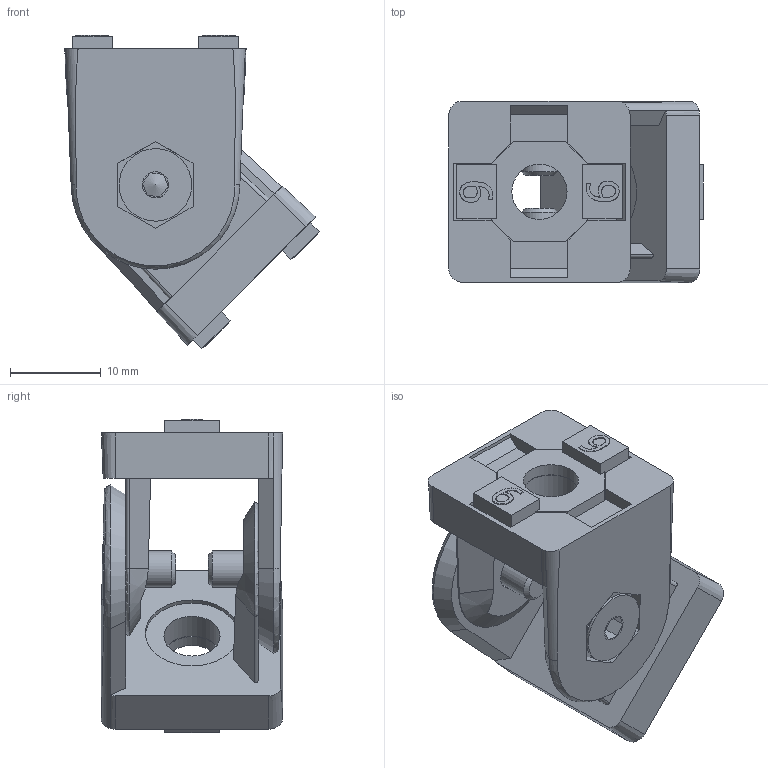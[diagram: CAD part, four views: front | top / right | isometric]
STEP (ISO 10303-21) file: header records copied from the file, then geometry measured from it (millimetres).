
FILE_DESCRIPTION(/* description */ ('KriTec Gelenk 6 20x20'),/* implementation_level */ '2;1');
FILE_NAME(/* name */ '82269_KriTec_Gelenk_6_20x20_.stp',/* time_stamp */ '2023-02-07T13:04:19+01:00',/* author */ ('jendrek'),/* organization */ (''),/* preprocessor_version */ 'ST-DEVELOPER v17',/* originating_system */ 'Autodesk Inventor 2018',/* authorisation */ '');
FILE_SCHEMA (('AUTOMOTIVE_DESIGN { 1 0 10303 214 3 1 1 }'));
Length unit declared in the file: millimetre
Products named in the file (6): 82269; 11269 KriTec Gelenk 5 20x2011; 11269 KriTec Gelenk 5 20x2021; 11269 KriTec Gelenk 5 20x2031; 11269 KriTec Gelenk 5 20x2041; 11269_Verdrehschutz
Assembly tree (6 placements, depth 2):
  82269
    11269 KriTec Gelenk 5 20x2011
    11269 KriTec Gelenk 5 20x2021
    11269 KriTec Gelenk 5 20x2031
    11269 KriTec Gelenk 5 20x2041
    11269_Verdrehschutz  x2
Bounding box: 28.07 x 20 x 34.57 mm (x, y, z)
Volume: 5786 mm3; surface area: 6174.3 mm2
Topology: 18 solids, 18 shells, 342 faces, 878 edges, 584 vertices
Faces by surface type: plane 194, bspline 76, cylinder 44, cone 24, torus 4
Full cylindrical faces by diameter (mm): 2.888 x2, 4 x2, 4.3 x4, 6.1 x2, 6.2 x2, 8 x2, 10.3 x2
Entity records: 9402 total; most frequent: CARTESIAN_POINT 2571, ORIENTED_EDGE 1398, DIRECTION 1269, EDGE_CURVE 699, VERTEX_POINT 466, LINE 449, VECTOR 449, AXIS2_PLACEMENT_3D 410
